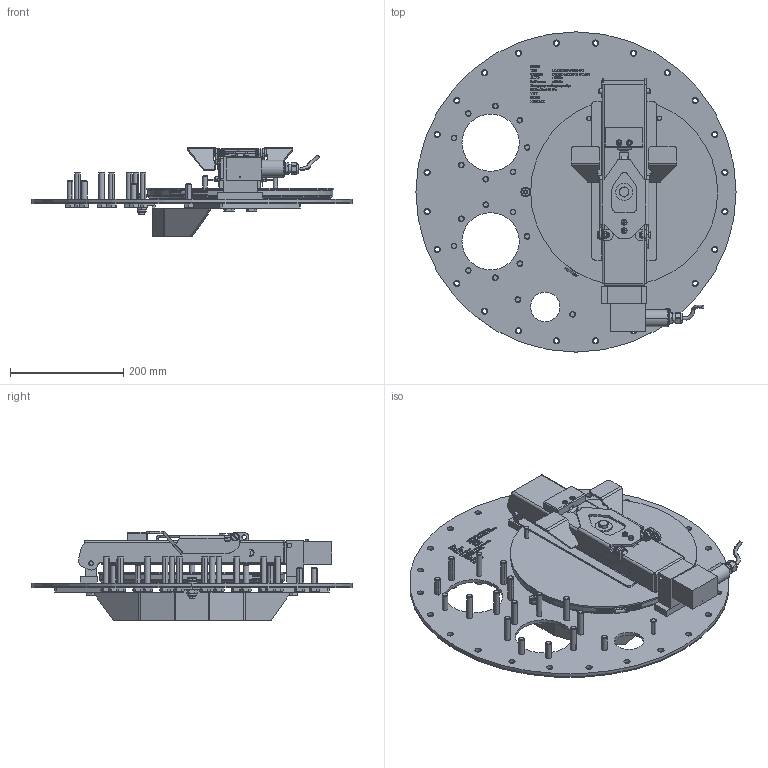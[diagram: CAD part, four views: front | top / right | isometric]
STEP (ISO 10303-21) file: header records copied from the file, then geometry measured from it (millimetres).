
FILE_DESCRIPTION (( 'STEP AP214' ), '1' );
FILE_NAME ('MANLID20A-PR-30-SPD_P8000011974.STEP', '2015-09-08T11:44:30', ( 'Admin1' ), ( '' ), 'SwSTEP 2.0', 'SolidWorks 2014', '' );
FILE_SCHEMA (( 'AUTOMOTIVE_DESIGN' ));
Length unit declared in the file: millimetre
Products named in the file (1): MANLID20A-PR-30-SPD_P8000011974
Bounding box: 565 x 565 x 156.91 mm (x, y, z)
Surface area: 996823.6 mm2 (no closed solid volume)
Topology: 0 solids, 189 shells, 1311 faces, 5915 edges, 4702 vertices
Faces by surface type: plane 618, cylinder 415, cone 196, bspline 54, torus 28
Entity records: 96038 total; most frequent: CARTESIAN_POINT 35917, DIRECTION 8764, ORIENTED_EDGE 8108, EDGE_CURVE 5915, VERTEX_POINT 4702, VECTOR 3106, LINE 3106, AXIS2_PLACEMENT_3D 2829
